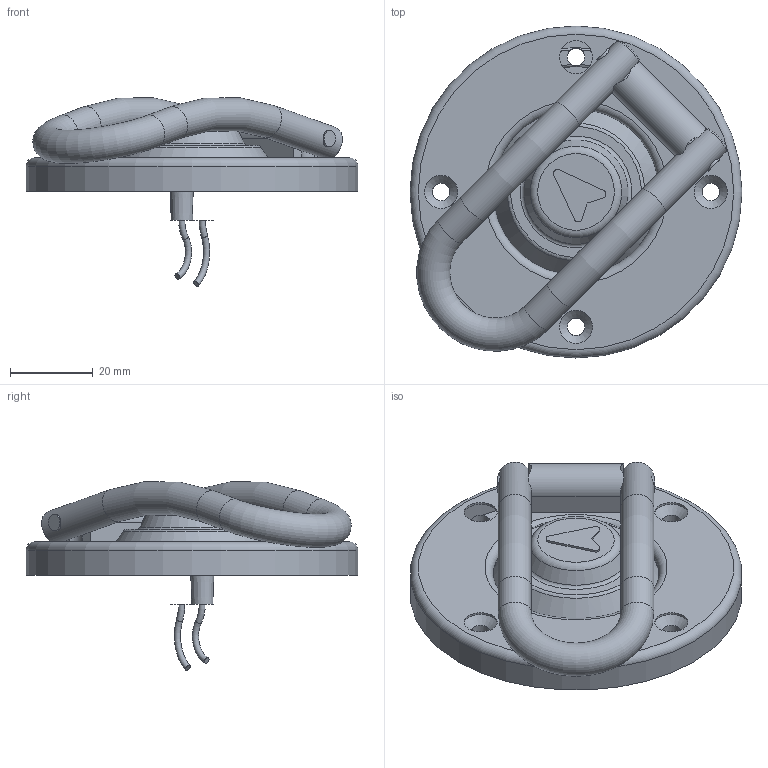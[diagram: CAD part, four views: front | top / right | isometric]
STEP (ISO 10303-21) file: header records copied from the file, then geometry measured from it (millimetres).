
FILE_DESCRIPTION(/* description */ (''),/* implementation_level */ '2;1');
FILE_NAME(/* name */ '251.035SG .stp',/* time_stamp */ '2023-04-26T08:41:00+02:00',/* author */ ('lucade'),/* organization */ (''),/* preprocessor_version */ 'ST-DEVELOPER v19.2',/* originating_system */ 'Autodesk Inventor 2023',/* authorisation */ '');
FILE_SCHEMA (('AUTOMOTIVE_DESIGN { 1 0 10303 214 3 1 1 }'));
Length unit declared in the file: millimetre
Products named in the file (1): Parte1
Bounding box: 80 x 80 x 45.39 mm (x, y, z)
Volume: 51924.6 mm3; surface area: 21659.9 mm2
Topology: 1 solids, 2 shells, 97 faces, 287 edges, 189 vertices
Faces by surface type: plane 34, cylinder 30, torus 15, cone 12, bspline 4, sphere 2
Full cylindrical faces by diameter (mm): 4 x3, 4.1 x1, 4.25 x4, 8 x8, 40 x1, 46.2 x1, 55 x1, 60.5 x1, 69.5 x1, 80 x1
Entity records: 3804 total; most frequent: CARTESIAN_POINT 1159, ORIENTED_EDGE 574, DIRECTION 533, EDGE_CURVE 287, AXIS2_PLACEMENT_3D 223, VERTEX_POINT 189, CIRCLE 123, EDGE_LOOP 116
